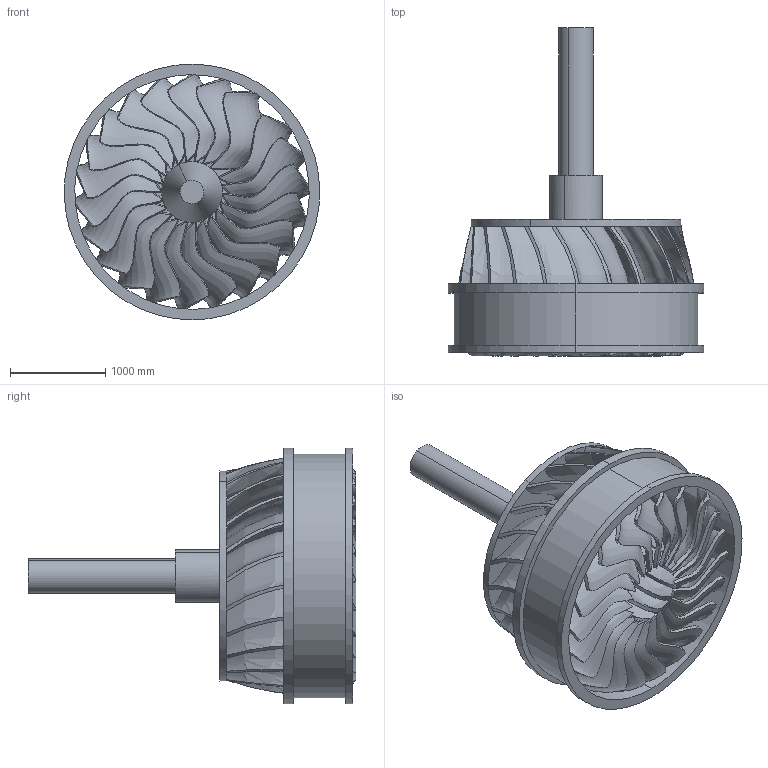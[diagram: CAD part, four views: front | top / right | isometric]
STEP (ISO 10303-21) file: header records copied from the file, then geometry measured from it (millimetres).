
FILE_DESCRIPTION(('FreeCAD Model'),'2;1');
FILE_NAME('Open CASCADE Shape Model','2025-05-03T10:37:48',('FreeCAD'),( 'FreeCAD'),'Open CASCADE STEP processor 7.6','FreeCAD','Unknown');
FILE_SCHEMA(('AUTOMOTIVE_DESIGN { 1 0 10303 214 1 1 1 1 }'));
Products named in the file (1): Open CASCADE STEP translator 7.6 1
Bounding box: 2682.93 x 3444.54 x 2683.37 mm (x, y, z)
Volume: 2091100768.9 mm3; surface area: 86938631.1 mm2
Topology: 2 solids, 2 shells, 156 faces, 356 edges, 208 vertices
Faces by surface type: bspline 156
Entity records: 259102 total; most frequent: CARTESIAN_POINT 256907, ORIENTED_EDGE 712, EDGE_CURVE 356, B_SPLINE_CURVE_WITH_KNOTS 280, VERTEX_POINT 208, FACE_BOUND 162, EDGE_LOOP 162, ADVANCED_FACE 156
